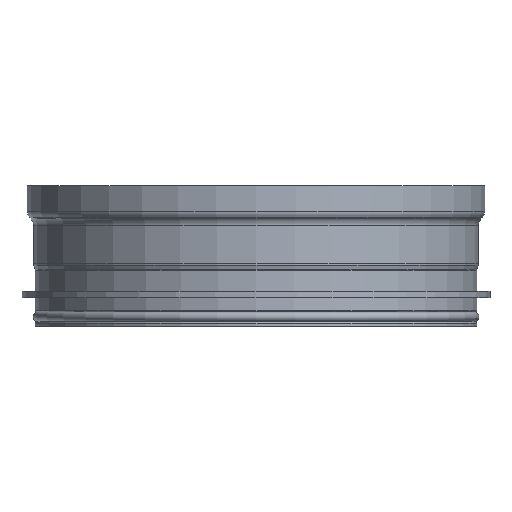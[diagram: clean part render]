
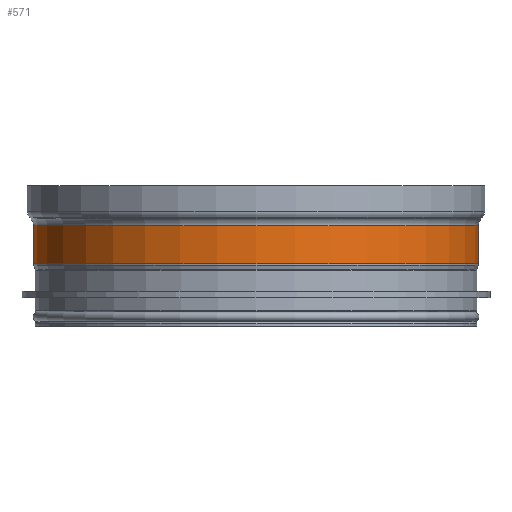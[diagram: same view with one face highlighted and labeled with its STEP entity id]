
A CAD part, front view. The second image highlights one B-rep face of the part: STEP entity #571.
In plain terms, the highlighted cylindrical face has radius 695 mm (diameter 1390 mm), a full revolution.
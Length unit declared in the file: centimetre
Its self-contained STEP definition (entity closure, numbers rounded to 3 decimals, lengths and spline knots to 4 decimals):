
#57=LINE('',#1004,#73);
#73=VECTOR('',#790,69.5);
#87=CYLINDRICAL_SURFACE('',#634,69.5);
#112=FACE_OUTER_BOUND('',#150,.T.);
#150=EDGE_LOOP('',(#436,#437,#438,#439,#440,#441));
#196=CIRCLE('',#631,69.5);
#198=CIRCLE('',#633,69.5);
#199=CIRCLE('',#635,69.5);
#200=CIRCLE('',#636,69.5);
#262=VERTEX_POINT('',#994);
#263=VERTEX_POINT('',#995);
#264=VERTEX_POINT('',#1000);
#265=VERTEX_POINT('',#1001);
#325=EDGE_CURVE('',#262,#263,#196,.T.);
#327=EDGE_CURVE('',#263,#262,#198,.T.);
#328=EDGE_CURVE('',#264,#265,#199,.T.);
#329=EDGE_CURVE('',#265,#264,#200,.T.);
#330=EDGE_CURVE('',#265,#263,#57,.T.);
#436=ORIENTED_EDGE('',*,*,#328,.F.);
#437=ORIENTED_EDGE('',*,*,#329,.F.);
#438=ORIENTED_EDGE('',*,*,#330,.T.);
#439=ORIENTED_EDGE('',*,*,#327,.T.);
#440=ORIENTED_EDGE('',*,*,#325,.T.);
#441=ORIENTED_EDGE('',*,*,#330,.F.);
#571=ADVANCED_FACE('',(#112),#87,.T.);
#631=AXIS2_PLACEMENT_3D('',#996,#778,#779);
#633=AXIS2_PLACEMENT_3D('',#998,#782,#783);
#634=AXIS2_PLACEMENT_3D('',#999,#784,#785);
#635=AXIS2_PLACEMENT_3D('',#1002,#786,#787);
#636=AXIS2_PLACEMENT_3D('',#1003,#788,#789);
#778=DIRECTION('center_axis',(0.,0.,1.));
#779=DIRECTION('ref_axis',(1.,0.,0.));
#782=DIRECTION('center_axis',(0.,0.,1.));
#783=DIRECTION('ref_axis',(1.,0.,0.));
#784=DIRECTION('center_axis',(0.,0.,1.));
#785=DIRECTION('ref_axis',(-1.,0.,0.));
#786=DIRECTION('center_axis',(0.,0.,1.));
#787=DIRECTION('ref_axis',(1.,0.,0.));
#788=DIRECTION('center_axis',(0.,0.,1.));
#789=DIRECTION('ref_axis',(1.,0.,0.));
#790=DIRECTION('',(0.,0.,-1.));
#994=CARTESIAN_POINT('',(-69.5,0.,19.5));
#995=CARTESIAN_POINT('',(69.5,0.,19.5));
#996=CARTESIAN_POINT('Origin',(0.,0.,19.5));
#998=CARTESIAN_POINT('Origin',(0.,0.,19.5));
#999=CARTESIAN_POINT('Origin',(0.,0.,25.5));
#1000=CARTESIAN_POINT('',(-69.5,0.,31.5));
#1001=CARTESIAN_POINT('',(69.5,0.,31.5));
#1002=CARTESIAN_POINT('Origin',(0.,0.,31.5));
#1003=CARTESIAN_POINT('Origin',(0.,0.,31.5));
#1004=CARTESIAN_POINT('',(69.5,0.,25.5));
